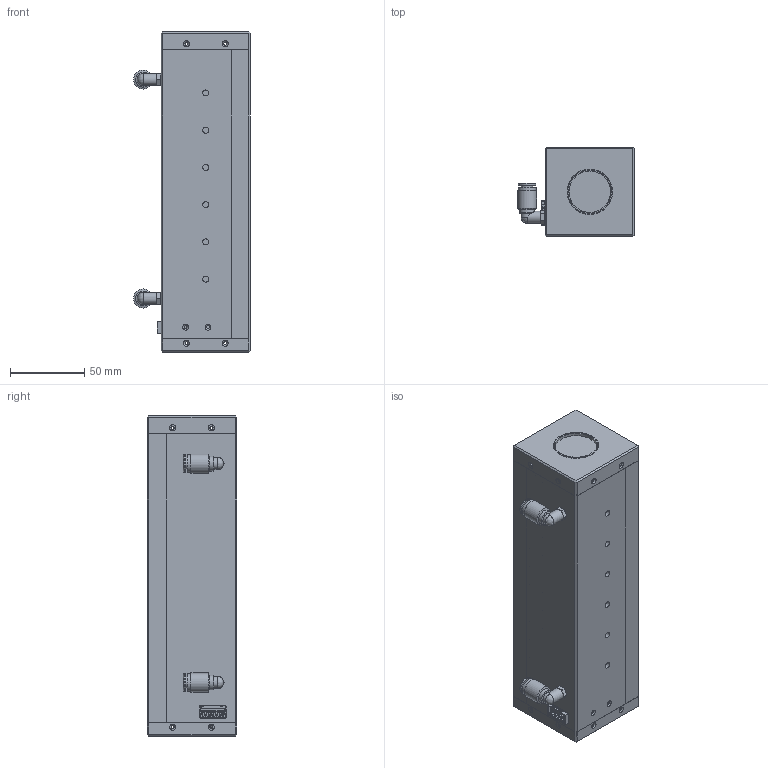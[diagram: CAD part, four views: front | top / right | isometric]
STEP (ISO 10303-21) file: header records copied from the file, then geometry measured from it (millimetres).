
FILE_DESCRIPTION(/* description */ (''),/* implementation_level */ '2;1');
FILE_NAME(/* name */ 'MEX13HP v2.0.step',/* time_stamp */ '2020-10-27T16:30:28+02:00',/* author */ (''),/* organization */ (''),/* preprocessor_version */ 'ST-DEVELOPER v18.1',/* originating_system */ 'Autodesk Translation Framework v9.3.0.1241',/* authorisation */ '');
FILE_SCHEMA (('AUTOMOTIVE_DESIGN { 1 0 10303 214 3 1 1 }'));
Length unit declared in the file: millimetre
Products named in the file (21): *MEX13HP; BDS-201-00 base; Component1; Component2; BDS-209-00 output cover v5; BDS-208-00 input cover v9; main cover; Component1_1; Component2_1; BDS-211-00 left cover; BDS-210-00 top cover; 691382000006 (rev1); 691382000006; 6913820000xx_PIN; KPGL06-M5; KPGL06-M5_1; KPGL06-M5_2; SM30RR-Step; 30x3 protective window; 12.7x2 protective window; SM05RR-Step
Assembly tree (26 placements, depth 4):
  *MEX13HP
    BDS-201-00 base
      Component1
      Component2
    BDS-209-00 output cover v5
    BDS-208-00 input cover v9
    main cover
      Component1_1
      Component2_1
        BDS-211-00 left cover
        BDS-210-00 top cover
    691382000006 (rev1)
      691382000006
      6913820000xx_PIN  x6
    KPGL06-M5
      KPGL06-M5_2
    KPGL06-M5_1
      KPGL06-M5_2
    SM30RR-Step
    30x3 protective window
    12.7x2 protective window
    SM05RR-Step
Bounding box: 78.5 x 60 x 215.03 mm (x, y, z)
Volume: 181605.1 mm3; surface area: 142531.6 mm2
Topology: 19 solids, 19 shells, 900 faces, 2308 edges, 1479 vertices
Faces by surface type: plane 655, cylinder 139, cone 92, torus 12, sphere 2
Full cylindrical faces by diameter (mm): 1.6 x3, 1.8 x6, 2 x54, 3 x2, 4 x6, 5 x4, 6 x2, 7 x2, 7.5 x2, 8 x2, 10 x2, 11.049 x1, 11.6 x2, 12 x2, 12.6 x1, 12.7 x1, 12.8 x2, 13.589 x1, 15 x1, 27.94 x1, 28 x1, 29.283 x2, 30.48 x1, 35 x1
Entity records: 24843 total; most frequent: CARTESIAN_POINT 4303, ORIENTED_EDGE 4086, DIRECTION 4069, EDGE_CURVE 2043, LINE 1621, VECTOR 1621, VERTEX_POINT 1342, AXIS2_PLACEMENT_3D 1224
